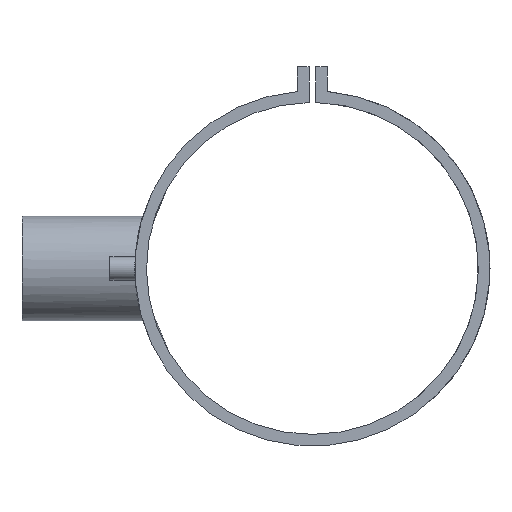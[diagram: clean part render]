
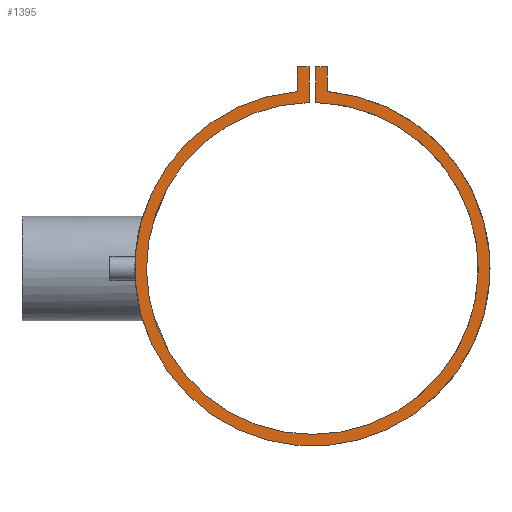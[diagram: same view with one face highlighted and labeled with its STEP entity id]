
A CAD part, left-side view. The second image highlights one B-rep face of the part: STEP entity #1395.
In plain terms, the highlighted planar face has unit normal (-1, 0, 0).
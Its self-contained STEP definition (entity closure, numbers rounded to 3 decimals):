
#2 = CARTESIAN_POINT ( 'NONE',  ( -80., 0., 0. ) ) ;
#28 = DIRECTION ( 'NONE',  ( 0., 0., 1. ) ) ;
#62 = CARTESIAN_POINT ( 'NONE',  ( -80., 2., 121.621 ) ) ;
#72 = DIRECTION ( 'NONE',  ( 0., -1., 0. ) ) ;
#120 = LINE ( 'NONE', #1829, #300 ) ;
#146 = VERTEX_POINT ( 'NONE', #671 ) ;
#159 = CARTESIAN_POINT ( 'NONE',  ( -80., 2., 121.621 ) ) ;
#222 = VERTEX_POINT ( 'NONE', #224 ) ;
#224 = CARTESIAN_POINT ( 'NONE',  ( -80., 9., 121.621 ) ) ;
#243 = DIRECTION ( 'NONE',  ( 0., 0., -1. ) ) ;
#269 = AXIS2_PLACEMENT_3D ( 'NONE', #971, #393, #243 ) ;
#282 = EDGE_CURVE ( 'NONE', #708, #1554, #613, .T. ) ;
#294 = ORIENTED_EDGE ( 'NONE', *, *, #1694, .F. ) ;
#300 = VECTOR ( 'NONE', #1560, 1000. ) ;
#307 = LINE ( 'NONE', #887, #1410 ) ;
#340 = VECTOR ( 'NONE', #72, 1000. ) ;
#360 = CARTESIAN_POINT ( 'NONE',  ( -80., -2., 121.621 ) ) ;
#393 = DIRECTION ( 'NONE',  ( -1., 0., 0. ) ) ;
#397 = AXIS2_PLACEMENT_3D ( 'NONE', #2, #1132, #992 ) ;
#401 = EDGE_CURVE ( 'NONE', #1554, #222, #120, .T. ) ;
#451 = LINE ( 'NONE', #360, #1801 ) ;
#469 = AXIS2_PLACEMENT_3D ( 'NONE', #585, #726, #885 ) ;
#476 = PLANE ( 'NONE',  #469 ) ;
#499 = EDGE_CURVE ( 'NONE', #1433, #708, #307, .T. ) ;
#539 = EDGE_CURVE ( 'NONE', #1540, #1433, #451, .T. ) ;
#572 = ORIENTED_EDGE ( 'NONE', *, *, #401, .F. ) ;
#585 = CARTESIAN_POINT ( 'NONE',  ( -80., 0., 0. ) ) ;
#613 = CIRCLE ( 'NONE', #397, 107. ) ;
#671 = CARTESIAN_POINT ( 'NONE',  ( -80., -2., 99.98 ) ) ;
#708 = VERTEX_POINT ( 'NONE', #863 ) ;
#726 = DIRECTION ( 'NONE',  ( 1., 0., 0. ) ) ;
#736 = DIRECTION ( 'NONE',  ( 0., 0., -1. ) ) ;
#737 = ORIENTED_EDGE ( 'NONE', *, *, #1480, .F. ) ;
#793 = CARTESIAN_POINT ( 'NONE',  ( -80., 9., 106.621 ) ) ;
#837 = ORIENTED_EDGE ( 'NONE', *, *, #1813, .F. ) ;
#863 = CARTESIAN_POINT ( 'NONE',  ( -80., -9., 106.621 ) ) ;
#882 = VECTOR ( 'NONE', #736, 1000. ) ;
#885 = DIRECTION ( 'NONE',  ( 0., 0., -1. ) ) ;
#887 = CARTESIAN_POINT ( 'NONE',  ( -80., -9., 121.621 ) ) ;
#892 = CARTESIAN_POINT ( 'NONE',  ( -80., -2., 121.621 ) ) ;
#967 = CIRCLE ( 'NONE', #269, 100. ) ;
#971 = CARTESIAN_POINT ( 'NONE',  ( -80., 0., 0. ) ) ;
#992 = DIRECTION ( 'NONE',  ( 0., 0., -1. ) ) ;
#1047 = CARTESIAN_POINT ( 'NONE',  ( -80., 9., 121.621 ) ) ;
#1055 = ORIENTED_EDGE ( 'NONE', *, *, #539, .F. ) ;
#1061 = DIRECTION ( 'NONE',  ( 0., -1., 0. ) ) ;
#1065 = EDGE_LOOP ( 'NONE', ( #1758, #1167, #1055, #1731, #294, #837, #737, #572 ) ) ;
#1132 = DIRECTION ( 'NONE',  ( 1., 0., 0. ) ) ;
#1147 = LINE ( 'NONE', #159, #882 ) ;
#1167 = ORIENTED_EDGE ( 'NONE', *, *, #499, .F. ) ;
#1288 = CARTESIAN_POINT ( 'NONE',  ( -80., -9., 121.621 ) ) ;
#1386 = VECTOR ( 'NONE', #28, 1000. ) ;
#1395 = ADVANCED_FACE ( 'NONE', ( #1750 ), #476, .F. ) ;
#1410 = VECTOR ( 'NONE', #1576, 1000. ) ;
#1433 = VERTEX_POINT ( 'NONE', #1288 ) ;
#1441 = EDGE_CURVE ( 'NONE', #146, #1540, #1597, .T. ) ;
#1480 = EDGE_CURVE ( 'NONE', #222, #1502, #1646, .T. ) ;
#1493 = CARTESIAN_POINT ( 'NONE',  ( -80., -2., 121.621 ) ) ;
#1502 = VERTEX_POINT ( 'NONE', #62 ) ;
#1540 = VERTEX_POINT ( 'NONE', #1493 ) ;
#1554 = VERTEX_POINT ( 'NONE', #793 ) ;
#1560 = DIRECTION ( 'NONE',  ( 0., 0., 1. ) ) ;
#1576 = DIRECTION ( 'NONE',  ( 0., 0., -1. ) ) ;
#1597 = LINE ( 'NONE', #892, #1386 ) ;
#1646 = LINE ( 'NONE', #1047, #340 ) ;
#1672 = CARTESIAN_POINT ( 'NONE',  ( -80., 2., 99.98 ) ) ;
#1691 = VERTEX_POINT ( 'NONE', #1672 ) ;
#1694 = EDGE_CURVE ( 'NONE', #1691, #146, #967, .T. ) ;
#1731 = ORIENTED_EDGE ( 'NONE', *, *, #1441, .F. ) ;
#1750 = FACE_OUTER_BOUND ( 'NONE', #1065, .T. ) ;
#1758 = ORIENTED_EDGE ( 'NONE', *, *, #282, .F. ) ;
#1801 = VECTOR ( 'NONE', #1061, 1000. ) ;
#1813 = EDGE_CURVE ( 'NONE', #1502, #1691, #1147, .T. ) ;
#1829 = CARTESIAN_POINT ( 'NONE',  ( -80., 9., 121.621 ) ) ;
